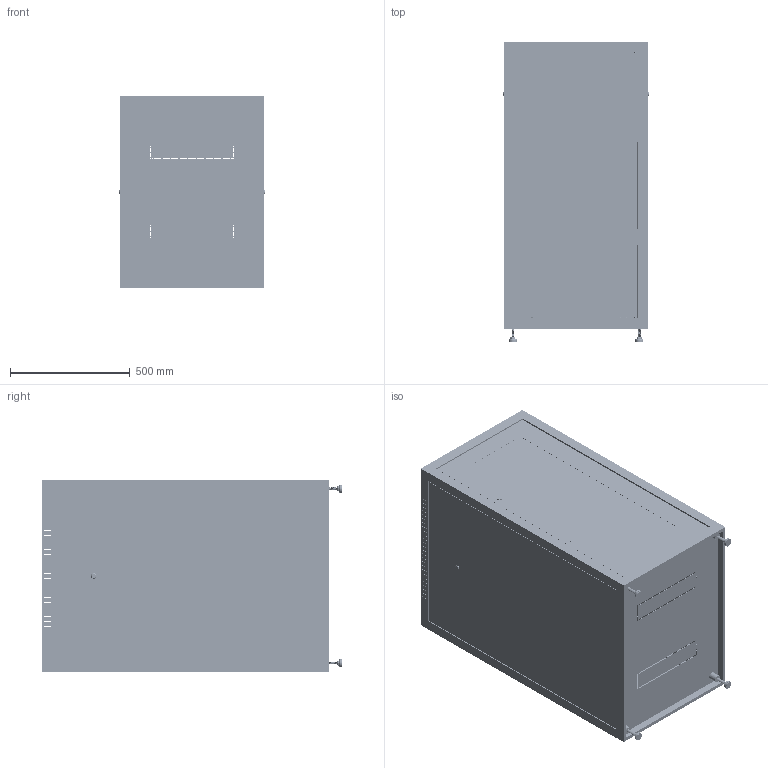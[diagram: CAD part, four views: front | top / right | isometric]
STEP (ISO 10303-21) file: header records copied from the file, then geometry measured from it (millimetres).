
FILE_DESCRIPTION (( 'STEP AP214' ), '1' );
FILE_NAME ('ITK LINEA E 600x800_24U_DverStekl-Me.STEP', '2018-12-26T13:21:58', ( '' ), ( '' ), 'SwSTEP 2.0', 'SolidWorks 2014', '' );
FILE_SCHEMA (( 'AUTOMOTIVE_DESIGN' ));
Length unit declared in the file: millimetre
Products named in the file (15): Dver_Me_24U; Îñíîâàíèå_600õ800; Stoika_-01; êðûøà_600õ800; Bok_profil_-01; ITK LINEA E 600x800_24U_DverStekl-Me; Îñíîâàíèå â ñáîðå; 岓臍 119.30.02 栺樏鋋_24U; Îïîðà LF-80; Vint (1)_01; Panel_Bok_24Ux800; Äâåðü â ñáîðå_24; Gaika; 拟屦黖24; Profil 19_-01
Assembly tree (59 placements, depth 3):
  ITK LINEA E 600x800_24U_DverStekl-Me
    Îñíîâàíèå â ñáîðå
      Îñíîâàíèå_600õ800
      Îïîðà LF-80  x4
    Stoika_-01  x4
    êðûøà_600õ800
    Panel_Bok_24Ux800  x2
    Dver_Me_24U
    Gaika  x16
    Bok_profil_-01  x4
    Vint (1)_01  x18
    Profil 19_-01  x4
    Äâåðü â ñáîðå_24
      拟屦黖24
      岓臍 119.30.02 栺樏鋋_24U
Bounding box: 607 x 1255.1 x 800.9 mm (x, y, z)
Volume: 8336407.9 mm3; surface area: 12020756.3 mm2
Topology: 57 solids, 57 shells, 9318 faces, 25550 edges, 16380 vertices
Faces by surface type: plane 6954, cylinder 2068, bspline 216, sphere 60, cone 12, torus 8
Entity records: 124011 total; most frequent: CARTESIAN_POINT 25679, ORIENTED_EDGE 20286, DIRECTION 19334, EDGE_CURVE 10143, LINE 7990, VECTOR 7990, VERTEX_POINT 6696, AXIS2_PLACEMENT_3D 5672
